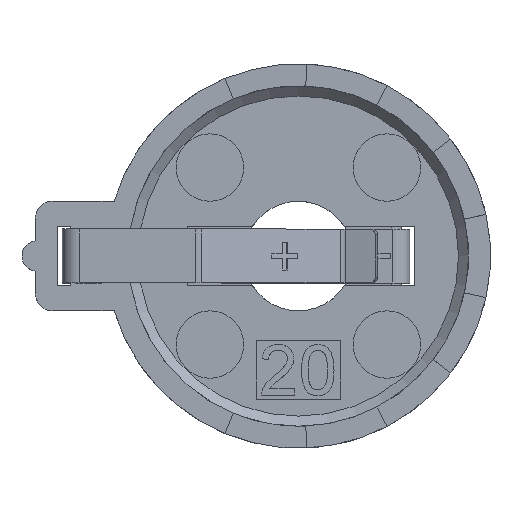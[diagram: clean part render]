
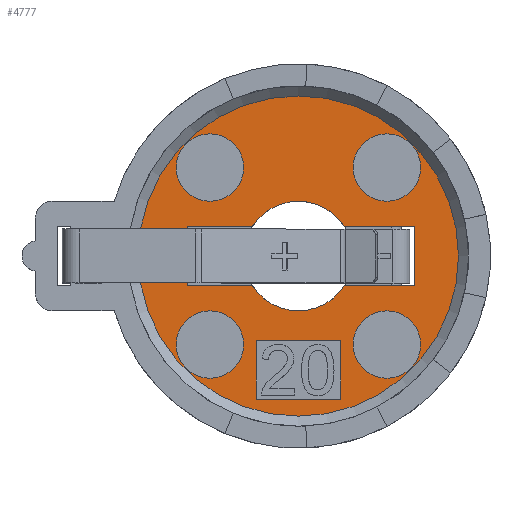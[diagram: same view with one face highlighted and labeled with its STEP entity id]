
A CAD part, top view. The second image highlights one B-rep face of the part: STEP entity #4777.
In plain terms, the highlighted face is planar.
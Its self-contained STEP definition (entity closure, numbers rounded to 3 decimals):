
#123=CIRCLE('',#4954,2.);
#125=CIRCLE('',#4957,2.);
#127=CIRCLE('',#4960,2.);
#129=CIRCLE('',#4963,2.);
#140=CIRCLE('',#4981,3.25);
#143=CIRCLE('',#4984,3.25);
#147=CIRCLE('',#4989,9.5);
#451=ORIENTED_EDGE('',*,*,#1428,.F.);
#452=ORIENTED_EDGE('',*,*,#1429,.F.);
#453=ORIENTED_EDGE('',*,*,#1430,.F.);
#454=ORIENTED_EDGE('',*,*,#1431,.F.);
#455=ORIENTED_EDGE('',*,*,#1256,.F.);
#456=ORIENTED_EDGE('',*,*,#1258,.F.);
#457=ORIENTED_EDGE('',*,*,#1260,.F.);
#458=ORIENTED_EDGE('',*,*,#1262,.F.);
#459=ORIENTED_EDGE('',*,*,#1274,.F.);
#460=ORIENTED_EDGE('',*,*,#1432,.F.);
#461=ORIENTED_EDGE('',*,*,#1433,.F.);
#462=ORIENTED_EDGE('',*,*,#1434,.F.);
#463=ORIENTED_EDGE('',*,*,#1279,.F.);
#464=ORIENTED_EDGE('',*,*,#1435,.F.);
#465=ORIENTED_EDGE('',*,*,#1436,.F.);
#466=ORIENTED_EDGE('',*,*,#1437,.F.);
#467=ORIENTED_EDGE('',*,*,#1284,.T.);
#1256=EDGE_CURVE('',#1759,#1759,#123,.T.);
#1258=EDGE_CURVE('',#1761,#1761,#125,.T.);
#1260=EDGE_CURVE('',#1763,#1763,#127,.T.);
#1262=EDGE_CURVE('',#1765,#1765,#129,.T.);
#1274=EDGE_CURVE('',#1777,#1778,#140,.T.);
#1279=EDGE_CURVE('',#1781,#1782,#143,.T.);
#1284=EDGE_CURVE('',#1786,#1786,#147,.T.);
#1428=EDGE_CURVE('',#1910,#1911,#2187,.T.);
#1429=EDGE_CURVE('',#1912,#1910,#2188,.T.);
#1430=EDGE_CURVE('',#1913,#1912,#2189,.T.);
#1431=EDGE_CURVE('',#1911,#1913,#2190,.T.);
#1432=EDGE_CURVE('',#1914,#1777,#2191,.T.);
#1433=EDGE_CURVE('',#1915,#1914,#2192,.T.);
#1434=EDGE_CURVE('',#1782,#1915,#2193,.T.);
#1435=EDGE_CURVE('',#1916,#1781,#2194,.T.);
#1436=EDGE_CURVE('',#1917,#1916,#2195,.T.);
#1437=EDGE_CURVE('',#1778,#1917,#2196,.T.);
#1759=VERTEX_POINT('',#6211);
#1761=VERTEX_POINT('',#6216);
#1763=VERTEX_POINT('',#6221);
#1765=VERTEX_POINT('',#6226);
#1777=VERTEX_POINT('',#6256);
#1778=VERTEX_POINT('',#6258);
#1781=VERTEX_POINT('',#6265);
#1782=VERTEX_POINT('',#6267);
#1786=VERTEX_POINT('',#6277);
#1910=VERTEX_POINT('',#6789);
#1911=VERTEX_POINT('',#6790);
#1912=VERTEX_POINT('',#6792);
#1913=VERTEX_POINT('',#6794);
#1914=VERTEX_POINT('',#6797);
#1915=VERTEX_POINT('',#6799);
#1916=VERTEX_POINT('',#6802);
#1917=VERTEX_POINT('',#6804);
#2187=LINE('',#6788,#2545);
#2188=LINE('',#6791,#2546);
#2189=LINE('',#6793,#2547);
#2190=LINE('',#6795,#2548);
#2191=LINE('',#6796,#2549);
#2192=LINE('',#6798,#2550);
#2193=LINE('',#6800,#2551);
#2194=LINE('',#6801,#2552);
#2195=LINE('',#6803,#2553);
#2196=LINE('',#6805,#2554);
#2545=VECTOR('',#5545,1000.);
#2546=VECTOR('',#5546,1000.);
#2547=VECTOR('',#5547,1000.);
#2548=VECTOR('',#5548,1000.);
#2549=VECTOR('',#5549,1000.);
#2550=VECTOR('',#5550,1000.);
#2551=VECTOR('',#5551,1000.);
#2552=VECTOR('',#5552,1000.);
#2553=VECTOR('',#5553,1000.);
#2554=VECTOR('',#5554,1000.);
#2844=EDGE_LOOP('',(#451,#452,#453,#454));
#2845=EDGE_LOOP('',(#455));
#2846=EDGE_LOOP('',(#456));
#2847=EDGE_LOOP('',(#457));
#2848=EDGE_LOOP('',(#458));
#2849=EDGE_LOOP('',(#459,#460,#461,#462,#463,#464,#465,#466));
#2850=EDGE_LOOP('',(#467));
#3075=FACE_BOUND('',#2844,.T.);
#3076=FACE_BOUND('',#2845,.T.);
#3077=FACE_BOUND('',#2846,.T.);
#3078=FACE_BOUND('',#2847,.T.);
#3079=FACE_BOUND('',#2848,.T.);
#3080=FACE_BOUND('',#2849,.T.);
#3081=FACE_BOUND('',#2850,.T.);
#3269=PLANE('',#5045);
#4777=ADVANCED_FACE('',(#3075,#3076,#3077,#3078,#3079,#3080,#3081),#3269,
 .F.);
#4954=AXIS2_PLACEMENT_3D('',#6210,#5267,#5268);
#4957=AXIS2_PLACEMENT_3D('',#6215,#5273,#5274);
#4960=AXIS2_PLACEMENT_3D('',#6220,#5279,#5280);
#4963=AXIS2_PLACEMENT_3D('',#6225,#5285,#5286);
#4981=AXIS2_PLACEMENT_3D('',#6257,#5322,#5323);
#4984=AXIS2_PLACEMENT_3D('',#6266,#5330,#5331);
#4989=AXIS2_PLACEMENT_3D('',#6276,#5341,#5342);
#5045=AXIS2_PLACEMENT_3D('',#6787,#5543,#5544);
#5267=DIRECTION('',(0.,1.,0.));
#5268=DIRECTION('',(0.,0.,1.));
#5273=DIRECTION('',(0.,1.,0.));
#5274=DIRECTION('',(0.,0.,1.));
#5279=DIRECTION('',(0.,1.,0.));
#5280=DIRECTION('',(0.,0.,1.));
#5285=DIRECTION('',(0.,1.,0.));
#5286=DIRECTION('',(0.,0.,1.));
#5322=DIRECTION('',(0.,1.,0.));
#5323=DIRECTION('',(0.,0.,1.));
#5330=DIRECTION('',(0.,1.,0.));
#5331=DIRECTION('',(0.,0.,1.));
#5341=DIRECTION('',(0.,1.,0.));
#5342=DIRECTION('',(0.,0.,-1.));
#5543=DIRECTION('',(0.,-1.,0.));
#5544=DIRECTION('',(0.,0.,-1.));
#5545=DIRECTION('',(1.,0.,0.));
#5546=DIRECTION('',(0.,0.,1.));
#5547=DIRECTION('',(-1.,0.,0.));
#5548=DIRECTION('',(0.,0.,-1.));
#5549=DIRECTION('',(-1.,0.,0.));
#5550=DIRECTION('',(0.,0.,-1.));
#5551=DIRECTION('',(1.,0.,0.));
#5552=DIRECTION('',(1.,0.,0.));
#5553=DIRECTION('',(0.,0.,1.));
#5554=DIRECTION('',(-1.,0.,0.));
#6210=CARTESIAN_POINT('',(-5.25,1.8,-5.25));
#6211=CARTESIAN_POINT('',(-5.25,1.8,-3.25));
#6215=CARTESIAN_POINT('',(-5.25,1.8,5.25));
#6216=CARTESIAN_POINT('',(-5.25,1.8,7.25));
#6220=CARTESIAN_POINT('',(5.25,1.8,5.25));
#6221=CARTESIAN_POINT('',(5.25,1.8,7.25));
#6225=CARTESIAN_POINT('',(5.25,1.8,-5.25));
#6226=CARTESIAN_POINT('',(5.25,1.8,-3.25));
#6256=CARTESIAN_POINT('',(2.739,1.8,-1.75));
#6257=CARTESIAN_POINT('',(0.,1.8,0.));
#6258=CARTESIAN_POINT('',(-2.739,1.8,-1.75));
#6265=CARTESIAN_POINT('',(-2.739,1.8,1.75));
#6266=CARTESIAN_POINT('',(0.,1.8,0.));
#6267=CARTESIAN_POINT('',(2.739,1.8,1.75));
#6276=CARTESIAN_POINT('',(0.,1.8,0.));
#6277=CARTESIAN_POINT('',(0.,1.8,-9.5));
#6787=CARTESIAN_POINT('',(0.,1.8,0.));
#6788=CARTESIAN_POINT('',(-2.5,1.8,-5.));
#6789=CARTESIAN_POINT('',(-2.5,1.8,-5.));
#6790=CARTESIAN_POINT('',(2.5,1.8,-5.));
#6791=CARTESIAN_POINT('',(-2.5,1.8,-8.5));
#6792=CARTESIAN_POINT('',(-2.5,1.8,-8.5));
#6793=CARTESIAN_POINT('',(-2.5,1.8,-8.5));
#6794=CARTESIAN_POINT('',(2.5,1.8,-8.5));
#6795=CARTESIAN_POINT('',(2.5,1.8,-8.5));
#6796=CARTESIAN_POINT('',(-6.9,1.8,-1.75));
#6797=CARTESIAN_POINT('',(6.6,1.8,-1.75));
#6798=CARTESIAN_POINT('',(6.6,1.8,-1.75));
#6799=CARTESIAN_POINT('',(6.6,1.8,1.75));
#6800=CARTESIAN_POINT('',(-6.9,1.8,1.75));
#6801=CARTESIAN_POINT('',(-6.9,1.8,1.75));
#6802=CARTESIAN_POINT('',(-6.9,1.8,1.75));
#6803=CARTESIAN_POINT('',(-6.9,1.8,-1.75));
#6804=CARTESIAN_POINT('',(-6.9,1.8,-1.75));
#6805=CARTESIAN_POINT('',(-6.9,1.8,-1.75));
